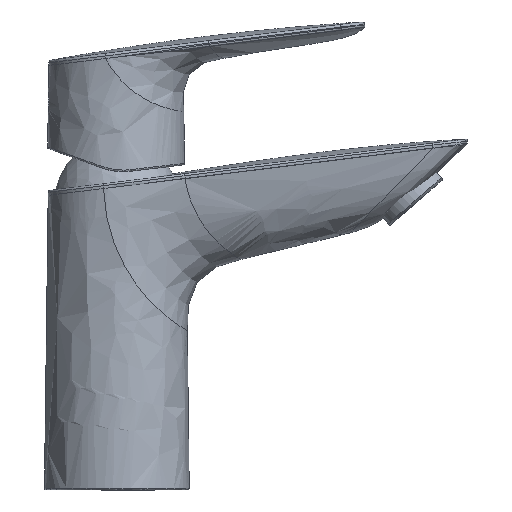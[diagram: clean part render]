
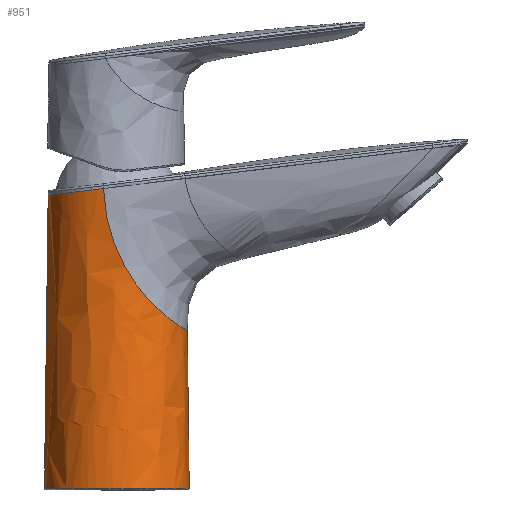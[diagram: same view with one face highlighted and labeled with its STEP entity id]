
A CAD part, front view. The second image highlights one B-rep face of the part: STEP entity #951.
In plain terms, the highlighted free-form (B-spline) face has degree [1, 3] with [2, 19] control points.
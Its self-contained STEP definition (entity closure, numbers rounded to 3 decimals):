
#625=CIRCLE('',#20295,22.429);
#669=B_SPLINE_SURFACE_WITH_KNOTS('',1,3,((#19823,#19824,#19825,#19826,#19827,#19828,#19829,#19830,#19831,#19832,#19833,#19834,#19835,#19836,#19837,#19838,#19839,#19840,#19823),(#19841,#19842,#19843,#19844,#19845,#19846,#19847,#19848,#19849,#19850,#19851,#19852,#19853,#19854,#19855,#19856,#19857,#19858,#19841)),.UNSPECIFIED.,.F.,.T.,.U.,(2,2),(4,1,1,1,1,1,1,1,1,1,1,1,1,1,1,1,4),(0.,1.),(0.,0.063,0.125,0.188,0.25,0.312,0.375,0.437,0.5,0.563,0.625,0.688,0.75,0.812,0.875,0.937,1.),.UNSPECIFIED.);
#951=ADVANCED_FACE('Volume52',(#1234),#669,.T.);
#1234=FACE_OUTER_BOUND('',#10415,.T.);
#2586=VECTOR('',#20576,90.96);
#2587=VECTOR('',#20577,48.852);
#3935=LINE('',#17585,#2586);
#3936=LINE('',#17254,#2587);
#6260=ORIENTED_EDGE('',*,*,#8159,.F.);
#6261=ORIENTED_EDGE('',*,*,#8174,.F.);
#6262=ORIENTED_EDGE('',*,*,#8187,.T.);
#6263=ORIENTED_EDGE('',*,*,#8185,.T.);
#6264=ORIENTED_EDGE('',*,*,#8183,.T.);
#6265=ORIENTED_EDGE('',*,*,#8188,.F.);
#8159=EDGE_CURVE('55',#10032,#10030,#8400,.T.);
#8174=EDGE_CURVE('56',#10033,#10032,#8410,.T.);
#8183=EDGE_CURVE('85',#10038,#10037,#8413,.T.);
#8185=EDGE_CURVE('84',#10039,#10038,#625,.T.);
#8187=EDGE_CURVE('82',#10033,#10039,#3935,.T.);
#8188=EDGE_CURVE('88',#10030,#10037,#3936,.T.);
#8400=B_SPLINE_CURVE_WITH_KNOTS('',3,(#16957,#17274,#17275,#17276,#17277,#17278,#17279,#17280,#17281,#17282,#17283,#17284,#17285,#17286,#17287,#17288,#17289,#17290,#17254),.UNSPECIFIED.,.F.,.U.,(4,1,1,1,1,1,1,1,1,1,1,1,1,1,1,1,4),(0.,0.031,0.063,0.156,0.297,0.375,0.438,0.5,0.575,0.625,0.689,0.75,0.812,0.875,0.973,0.991,1.),.UNSPECIFIED.);
#8410=B_SPLINE_CURVE_WITH_KNOTS('',3,(#17585,#17586,#17587,#17588,#17589,#17590,#16957),.UNSPECIFIED.,.F.,.U.,(4,1,1,1,4),(0.,0.236,0.491,0.751,1.),.UNSPECIFIED.);
#8413=B_SPLINE_CURVE_WITH_KNOTS('',3,(#19801,#19802,#19803,#19804,#19805,#19806,#19807,#19808,#19809,#19810,#19799),.UNSPECIFIED.,.F.,.U.,(4,1,1,1,1,1,1,1,4),(0.,0.125,0.25,0.375,0.5,0.625,0.75,0.875,1.),.UNSPECIFIED.);
#10030=VERTEX_POINT('43',#17254);
#10032=VERTEX_POINT('42',#16957);
#10033=VERTEX_POINT('44',#17585);
#10037=VERTEX_POINT('1',#19799);
#10038=VERTEX_POINT('49',#19801);
#10039=VERTEX_POINT('48',#19812);
#10415=EDGE_LOOP('',(#6260,#6261,#6262,#6263,#6264,#6265));
#16957=CARTESIAN_POINT('',(-4.173,-20.896,93.488));
#17254=CARTESIAN_POINT('',(21.876,0.195,49.272));
#17274=CARTESIAN_POINT('',(-4.147,-20.909,92.812));
#17275=CARTESIAN_POINT('',(-4.096,-20.934,91.46));
#17276=CARTESIAN_POINT('',(-3.803,-21.027,88.087));
#17277=CARTESIAN_POINT('',(-2.886,-21.253,82.403));
#17278=CARTESIAN_POINT('',(-0.847,-21.541,75.928));
#17279=CARTESIAN_POINT('',(1.743,-21.52,70.407));
#17280=CARTESIAN_POINT('',(3.946,-21.267,66.602));
#17281=CARTESIAN_POINT('',(6.38,-20.726,63.054));
#17282=CARTESIAN_POINT('',(8.894,-19.82,59.977));
#17283=CARTESIAN_POINT('',(11.539,-18.437,57.184));
#17284=CARTESIAN_POINT('',(14.021,-16.7,54.884));
#17285=CARTESIAN_POINT('',(16.557,-14.251,52.826));
#17286=CARTESIAN_POINT('',(18.773,-11.253,51.228));
#17287=CARTESIAN_POINT('',(20.848,-7.07,49.875));
#17288=CARTESIAN_POINT('',(21.726,-3.282,49.361));
#17289=CARTESIAN_POINT('',(21.87,-0.579,49.276));
#17290=CARTESIAN_POINT('',(21.874,0.001,49.273));
#17585=CARTESIAN_POINT('',(-21.367,0.195,91.377));
#17586=CARTESIAN_POINT('',(-21.367,-2.12,91.377));
#17587=CARTESIAN_POINT('',(-20.584,-6.97,91.473));
#17588=CARTESIAN_POINT('',(-17.009,-13.565,91.912));
#17589=CARTESIAN_POINT('',(-11.286,-18.595,92.615));
#17590=CARTESIAN_POINT('',(-6.552,-20.422,93.196));
#19799=CARTESIAN_POINT('',(22.461,0.195,0.424));
#19801=CARTESIAN_POINT('',(-21.958,-4.816,0.424));
#19802=CARTESIAN_POINT('',(-21.353,-7.465,0.424));
#19803=CARTESIAN_POINT('',(-19.149,-12.589,0.424));
#19804=CARTESIAN_POINT('',(-13.341,-18.558,0.424));
#19805=CARTESIAN_POINT('',(-5.778,-22.073,0.423));
#19806=CARTESIAN_POINT('',(2.54,-22.658,0.423));
#19807=CARTESIAN_POINT('',(10.52,-20.24,0.423));
#19808=CARTESIAN_POINT('',(17.111,-15.133,0.424));
#19809=CARTESIAN_POINT('',(21.452,-8.019,0.424));
#19810=CARTESIAN_POINT('',(22.461,-2.527,0.424));
#19812=CARTESIAN_POINT('',(-22.524,0.195,0.424));
#19813=CARTESIAN_POINT('',(-0.094,0.188,0.422));
#19823=CARTESIAN_POINT('',(-21.371,0.195,91.377));
#19824=CARTESIAN_POINT('',(-21.371,-2.599,91.377));
#19825=CARTESIAN_POINT('',(-20.262,-8.247,91.513));
#19826=CARTESIAN_POINT('',(-15.522,-15.393,92.095));
#19827=CARTESIAN_POINT('',(-8.418,-20.184,92.967));
#19828=CARTESIAN_POINT('',(-0.031,-21.866,93.997));
#19829=CARTESIAN_POINT('',(8.355,-20.183,95.027));
#19830=CARTESIAN_POINT('',(15.459,-15.395,95.899));
#19831=CARTESIAN_POINT('',(20.2,-8.239,96.481));
#19832=CARTESIAN_POINT('',(21.863,0.195,96.685));
#19833=CARTESIAN_POINT('',(20.2,8.629,96.481));
#19834=CARTESIAN_POINT('',(15.459,15.785,95.899));
#19835=CARTESIAN_POINT('',(8.355,20.573,95.027));
#19836=CARTESIAN_POINT('',(-0.031,22.256,93.997));
#19837=CARTESIAN_POINT('',(-8.418,20.574,92.967));
#19838=CARTESIAN_POINT('',(-15.522,15.783,92.095));
#19839=CARTESIAN_POINT('',(-20.262,8.637,91.513));
#19840=CARTESIAN_POINT('',(-21.371,2.989,91.377));
#19841=CARTESIAN_POINT('',(-22.531,0.195,-0.183));
#19842=CARTESIAN_POINT('',(-22.531,-2.729,-0.183));
#19843=CARTESIAN_POINT('',(-21.362,-8.64,-0.183));
#19844=CARTESIAN_POINT('',(-16.364,-16.118,-0.183));
#19845=CARTESIAN_POINT('',(-8.874,-21.132,-0.183));
#19846=CARTESIAN_POINT('',(-0.031,-22.892,-0.183));
#19847=CARTESIAN_POINT('',(8.811,-21.131,-0.183));
#19848=CARTESIAN_POINT('',(16.301,-16.121,-0.183));
#19849=CARTESIAN_POINT('',(21.3,-8.631,-0.183));
#19850=CARTESIAN_POINT('',(23.053,0.195,-0.183));
#19851=CARTESIAN_POINT('',(21.3,9.021,-0.183));
#19852=CARTESIAN_POINT('',(16.301,16.51,-0.183));
#19853=CARTESIAN_POINT('',(8.811,21.521,-0.183));
#19854=CARTESIAN_POINT('',(-0.031,23.282,-0.183));
#19855=CARTESIAN_POINT('',(-8.874,21.522,-0.183));
#19856=CARTESIAN_POINT('',(-16.364,16.508,-0.183));
#19857=CARTESIAN_POINT('',(-21.362,9.03,-0.183));
#19858=CARTESIAN_POINT('',(-22.531,3.119,-0.183));
#20295=AXIS2_PLACEMENT_3D('',#19813,#20574,#20575);
#20574=DIRECTION('',(0.,0.,1.));
#20575=DIRECTION('',(-1.,0.,0.));
#20576=DIRECTION('',(-0.013,0.,-1.));
#20577=DIRECTION('',(0.012,0.,-1.));
